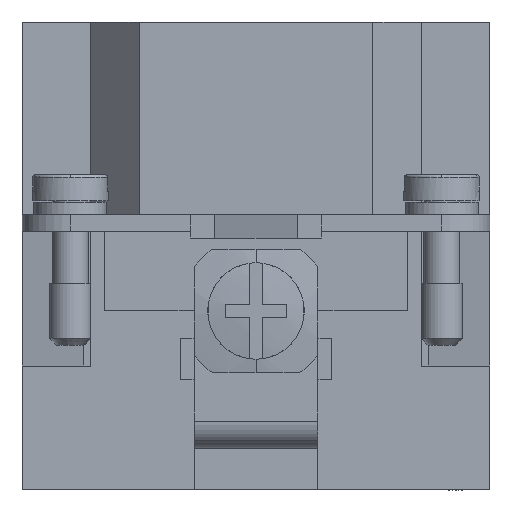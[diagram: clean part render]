
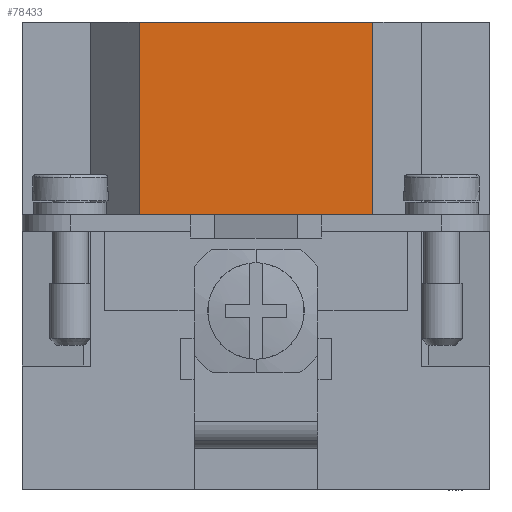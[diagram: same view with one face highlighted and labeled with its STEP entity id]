
A CAD part, left-side view. The second image highlights one B-rep face of the part: STEP entity #78433.
In plain terms, the highlighted planar face has unit normal (-1, 0, 0).
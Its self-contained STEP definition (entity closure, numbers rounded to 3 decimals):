
#76116=CARTESIAN_POINT('',(-41.75,8.5,14.));
#76117=VERTEX_POINT('',#76116);
#76124=CARTESIAN_POINT('',(-41.75,-8.5,14.));
#76125=VERTEX_POINT('',#76124);
#76126=CARTESIAN_POINT('',(-41.75,-8.5,14.));
#76127=DIRECTION('',(0.0,1.0,0.0));
#76128=VECTOR('',#76127,17.);
#76129=LINE('',#76126,#76128);
#76130=EDGE_CURVE('',#76125,#76117,#76129,.T.);
#77405=CARTESIAN_POINT('',(-41.75,-8.5,0.0));
#77406=VERTEX_POINT('',#77405);
#77413=CARTESIAN_POINT('',(-41.75,8.5,0.0));
#77414=VERTEX_POINT('',#77413);
#77415=CARTESIAN_POINT('',(-41.75,-8.5,0.0));
#77416=DIRECTION('',(0.0,1.0,0.0));
#77417=VECTOR('',#77416,17.);
#77418=LINE('',#77415,#77417);
#77419=EDGE_CURVE('',#77406,#77414,#77418,.T.);
#78252=CARTESIAN_POINT('',(-41.75,8.5,0.0));
#78253=DIRECTION('',(0.0,0.0,1.0));
#78254=VECTOR('',#78253,14.);
#78255=LINE('',#78252,#78254);
#78256=EDGE_CURVE('',#77414,#76117,#78255,.T.);
#78411=CARTESIAN_POINT('',(-41.75,-8.5,0.0));
#78412=DIRECTION('',(0.0,0.0,1.0));
#78413=VECTOR('',#78412,14.);
#78414=LINE('',#78411,#78413);
#78415=EDGE_CURVE('',#77406,#76125,#78414,.T.);
#78422=CARTESIAN_POINT('',(-41.75,-8.5,0.0));
#78423=DIRECTION('',(-1.0,0.0,0.0));
#78424=DIRECTION('',(0.0,0.0,1.0));
#78425=AXIS2_PLACEMENT_3D('',#78422,#78423,#78424);
#78426=PLANE('',#78425);
#78427=ORIENTED_EDGE('',*,*,#76130,.T.);
#78428=ORIENTED_EDGE('',*,*,#78256,.F.);
#78429=ORIENTED_EDGE('',*,*,#77419,.F.);
#78430=ORIENTED_EDGE('',*,*,#78415,.T.);
#78431=EDGE_LOOP('',(#78427,#78428,#78429,#78430));
#78432=FACE_OUTER_BOUND('',#78431,.T.);
#78433=ADVANCED_FACE('',(#78432),#78426,.T.);
